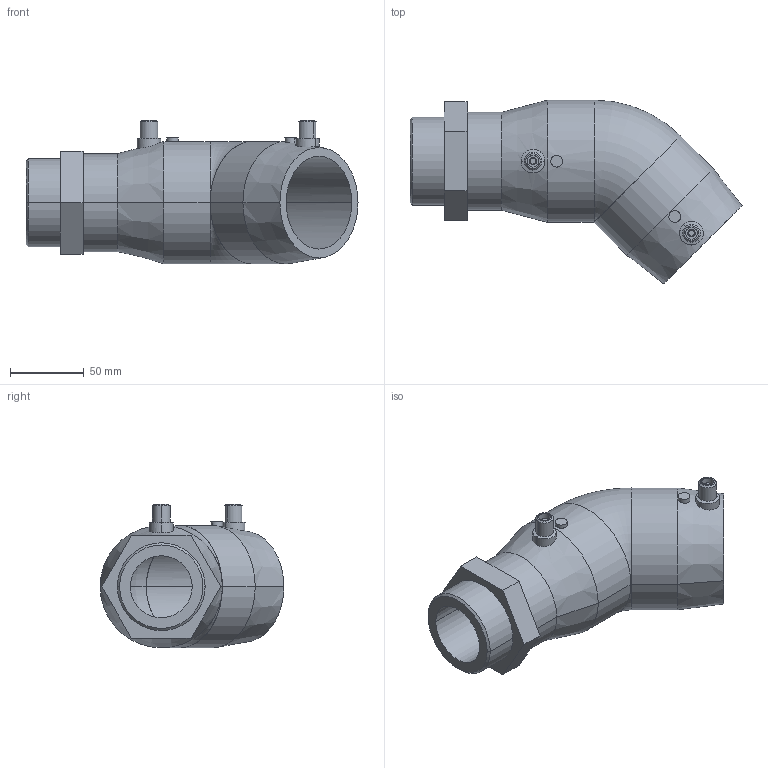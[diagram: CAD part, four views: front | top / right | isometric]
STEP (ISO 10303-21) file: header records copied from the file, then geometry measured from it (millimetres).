
FILE_DESCRIPTION( ( '' ), '1' );
FILE_NAME( 'AGRU_25188636311_PE_100_schwarz_E-Übergangswinkel_45°_63X2__SDR_17_11_05.stp', '2017-12-12T10:08:36', ( '' ), ( '' ), ' ', ' ', ' ' );
FILE_SCHEMA( ( 'automotive_design' ) );
Length unit declared in the file: millimetre
Products named in the file (1): 1
Bounding box: 225.41 x 124.72 x 97.5 mm (x, y, z)
Volume: 506805.9 mm3; surface area: 99795.1 mm2
Topology: 1 solids, 1 shells, 81 faces, 174 edges, 107 vertices
Faces by surface type: cylinder 34, plane 25, cone 18, torus 4
Entity records: 4721 total; most frequent: CARTESIAN_POINT 847, DIRECTION 402, STYLED_ITEM 363, PRESENTATION_STYLE_ASSIGNMENT 363, COLOUR_RGB 363, ORIENTED_EDGE 348, EDGE_CURVE 174, CURVE_STYLE 174
